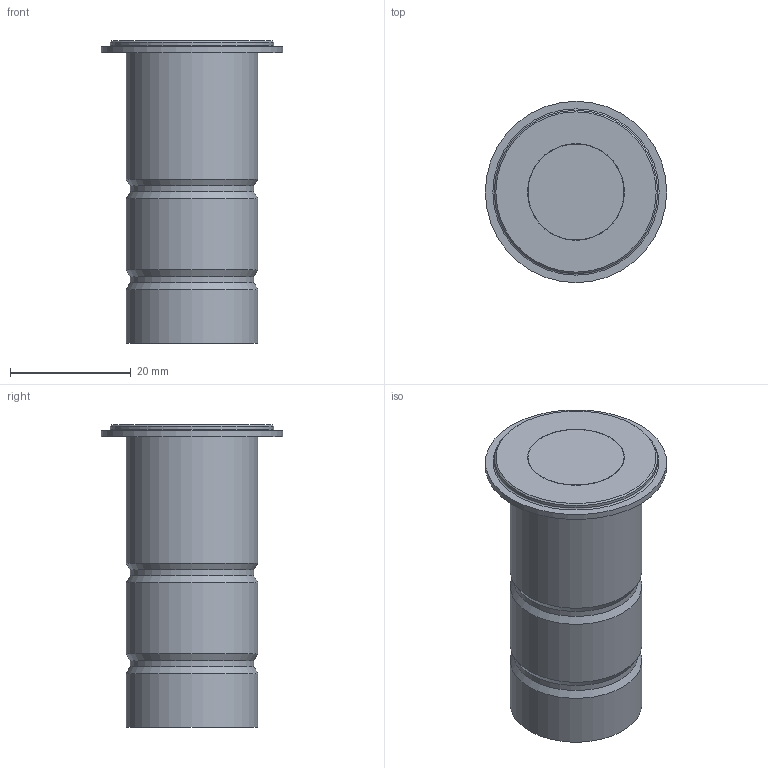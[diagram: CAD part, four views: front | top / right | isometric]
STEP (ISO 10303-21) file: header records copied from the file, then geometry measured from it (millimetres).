
FILE_DESCRIPTION(/* description */ ('OLDA FS R12 - Dust-excluding floor socket, round'),/* implementation_level */ '2;1');
FILE_NAME(/* name */ '20-117-1501-X-3D.stp',/* time_stamp */ '2021-04-28T14:22:07+02:00',/* author */ ('Bo'),/* organization */ (''),/* preprocessor_version */ 'ST-DEVELOPER v18.1',/* originating_system */ 'Autodesk Inventor 2021',/* authorisation */ '');
FILE_SCHEMA (('CONFIG_CONTROL_DESIGN'));
Length unit declared in the file: inch
Products named in the file (1): 20-117-1501
Bounding box: 30 x 30 x 50 mm (x, y, z)
Volume: 12222.2 mm3; surface area: 10647.5 mm2
Topology: 1 solids, 2 shells, 42 faces, 107 edges, 77 vertices
Faces by surface type: plane 14, cylinder 14, cone 10, torus 3, bspline 1
Full cylindrical faces by diameter (mm): 8.5 x1, 15.9 x1, 16 x1, 17.95 x1, 18 x1, 20 x1, 20.3 x1, 20.5 x2, 21.8 x3, 27 x1, 30 x1
Entity records: 3222 total; most frequent: CARTESIAN_POINT 2035, DIRECTION 258, ORIENTED_EDGE 212, AXIS2_PLACEMENT_3D 116, EDGE_CURVE 106, VERTEX_POINT 77, CIRCLE 74, EDGE_LOOP 51
